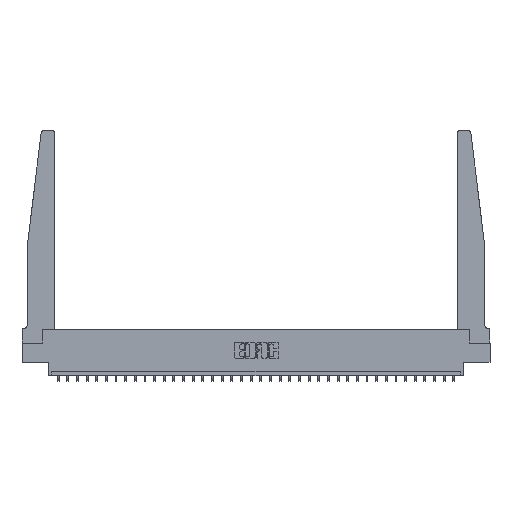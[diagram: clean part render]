
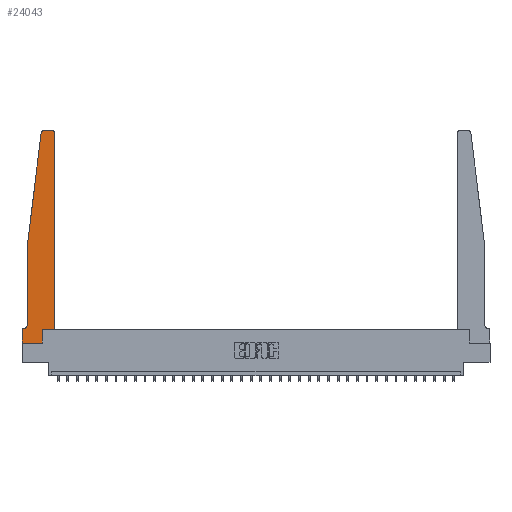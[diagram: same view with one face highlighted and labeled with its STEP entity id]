
A CAD part, top view. The second image highlights one B-rep face of the part: STEP entity #24043.
In plain terms, the highlighted planar face has unit normal (0, 0, 1).
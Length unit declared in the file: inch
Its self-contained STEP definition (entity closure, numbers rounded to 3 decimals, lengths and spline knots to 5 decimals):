
#390 = VECTOR ( 'NONE', #23746, 39.37008 ) ;
#610 = VERTEX_POINT ( 'NONE', #25768 ) ;
#922 = CARTESIAN_POINT ( 'NONE',  ( 0.2605, 0., 0.37 ) ) ;
#1296 = CARTESIAN_POINT ( 'NONE',  ( 0.015, 0.1875, 0.37 ) ) ;
#1721 = AXIS2_PLACEMENT_3D ( 'NONE', #20719, #6437, #23120 ) ;
#2109 = DIRECTION ( 'NONE',  ( 0., 1., 0. ) ) ;
#2242 = DIRECTION ( 'NONE',  ( 1., 0., 0. ) ) ;
#2787 = EDGE_CURVE ( 'NONE', #14169, #20629, #11748, .T. ) ;
#3589 = VECTOR ( 'NONE', #9155, 39.37008 ) ;
#3693 = EDGE_CURVE ( 'NONE', #26015, #28462, #13160, .T. ) ;
#3750 = VECTOR ( 'NONE', #11210, 39.37008 ) ;
#3812 = CARTESIAN_POINT ( 'NONE',  ( 0.425, 2.72, 0.37 ) ) ;
#3854 = AXIS2_PLACEMENT_3D ( 'NONE', #21281, #6991, #23666 ) ;
#4043 = CARTESIAN_POINT ( 'NONE',  ( 0., 0., 0.37 ) ) ;
#4253 = ORIENTED_EDGE ( 'NONE', *, *, #20844, .T. ) ;
#4325 = CARTESIAN_POINT ( 'NONE',  ( 0., 0., 0.37 ) ) ;
#4735 = EDGE_CURVE ( 'NONE', #23030, #29476, #10169, .T. ) ;
#4868 = CIRCLE ( 'NONE', #1721, 0.05 ) ;
#5113 = DIRECTION ( 'NONE',  ( 0., 0., 1. ) ) ;
#5325 = EDGE_CURVE ( 'NONE', #20176, #26015, #4868, .T. ) ;
#6212 = DIRECTION ( 'NONE',  ( 0., -1., 0. ) ) ;
#6437 = DIRECTION ( 'NONE',  ( 0., 0., -1. ) ) ;
#6918 = CARTESIAN_POINT ( 'NONE',  ( 0.395, 2.72, 0.37 ) ) ;
#6991 = DIRECTION ( 'NONE',  ( 0., 0., 1. ) ) ;
#7959 = CARTESIAN_POINT ( 'NONE',  ( 0.425, 0.18, 0.37 ) ) ;
#8221 = ORIENTED_EDGE ( 'NONE', *, *, #3693, .T. ) ;
#8688 = VERTEX_POINT ( 'NONE', #9368 ) ;
#9155 = DIRECTION ( 'NONE',  ( 0., -1., 0. ) ) ;
#9334 = DIRECTION ( 'NONE',  ( 1., 0., 0. ) ) ;
#9368 = CARTESIAN_POINT ( 'NONE',  ( 0.395, 2.75, 0.37 ) ) ;
#9403 = AXIS2_PLACEMENT_3D ( 'NONE', #6918, #23601, #9334 ) ;
#9758 = LINE ( 'NONE', #7959, #27341 ) ;
#10012 = LINE ( 'NONE', #4325, #3589 ) ;
#10169 = LINE ( 'NONE', #4043, #3750 ) ;
#10440 = ORIENTED_EDGE ( 'NONE', *, *, #14412, .T. ) ;
#11210 = DIRECTION ( 'NONE',  ( 1., 0., 0. ) ) ;
#11748 = CIRCLE ( 'NONE', #3854, 0.03 ) ;
#11860 = VERTEX_POINT ( 'NONE', #3812 ) ;
#12073 = EDGE_CURVE ( 'NONE', #8688, #14169, #24102, .T. ) ;
#13091 = DIRECTION ( 'NONE',  ( -0.122, -0.992, 0. ) ) ;
#13160 = LINE ( 'NONE', #23641, #390 ) ;
#13393 = AXIS2_PLACEMENT_3D ( 'NONE', #19366, #5113, #21793 ) ;
#13876 = VECTOR ( 'NONE', #13091, 39.37008 ) ;
#13917 = ORIENTED_EDGE ( 'NONE', *, *, #12073, .T. ) ;
#14076 = CARTESIAN_POINT ( 'NONE',  ( 0.2605, 0.18, 0.37 ) ) ;
#14169 = VERTEX_POINT ( 'NONE', #27437 ) ;
#14191 = DIRECTION ( 'NONE',  ( -1., 0., 0. ) ) ;
#14412 = EDGE_CURVE ( 'NONE', #11860, #8688, #15805, .T. ) ;
#14515 = PLANE ( 'NONE',  #13393 ) ;
#14772 = FACE_OUTER_BOUND ( 'NONE', #25361, .T. ) ;
#15039 = LINE ( 'NONE', #16665, #19862 ) ;
#15219 = ORIENTED_EDGE ( 'NONE', *, *, #18808, .T. ) ;
#15805 = CIRCLE ( 'NONE', #9403, 0.03 ) ;
#16665 = CARTESIAN_POINT ( 'NONE',  ( 0.425, 0.18, 0.37 ) ) ;
#16927 = ORIENTED_EDGE ( 'NONE', *, *, #2787, .T. ) ;
#16991 = VECTOR ( 'NONE', #14191, 39.37008 ) ;
#17472 = CARTESIAN_POINT ( 'NONE',  ( 0.2605, 0.18, 0.37 ) ) ;
#17717 = CARTESIAN_POINT ( 'NONE',  ( 0.065, 1.25, 0.37 ) ) ;
#17781 = CARTESIAN_POINT ( 'NONE',  ( 0.24675, 2.72367, 0.37 ) ) ;
#18065 = CARTESIAN_POINT ( 'NONE',  ( 0.065, 1.25, 0.37 ) ) ;
#18808 = EDGE_CURVE ( 'NONE', #610, #11860, #9758, .T. ) ;
#18888 = EDGE_CURVE ( 'NONE', #20629, #22058, #20174, .T. ) ;
#19366 = CARTESIAN_POINT ( 'NONE',  ( 0., 0.1875, 0.37 ) ) ;
#19393 = VERTEX_POINT ( 'NONE', #17472 ) ;
#19862 = VECTOR ( 'NONE', #2242, 39.37008 ) ;
#19921 = DIRECTION ( 'NONE',  ( 0., 1., 0. ) ) ;
#19996 = EDGE_CURVE ( 'NONE', #22058, #20176, #21248, .T. ) ;
#20174 = LINE ( 'NONE', #17717, #13876 ) ;
#20176 = VERTEX_POINT ( 'NONE', #21229 ) ;
#20469 = ORIENTED_EDGE ( 'NONE', *, *, #25731, .T. ) ;
#20629 = VERTEX_POINT ( 'NONE', #17781 ) ;
#20719 = CARTESIAN_POINT ( 'NONE',  ( 0.015, 0.2375, 0.37 ) ) ;
#20844 = EDGE_CURVE ( 'NONE', #28462, #23030, #10012, .T. ) ;
#20854 = VECTOR ( 'NONE', #2109, 39.37008 ) ;
#21229 = CARTESIAN_POINT ( 'NONE',  ( 0.065, 0.2375, 0.37 ) ) ;
#21248 = LINE ( 'NONE', #18065, #26875 ) ;
#21281 = CARTESIAN_POINT ( 'NONE',  ( 0.27653, 2.72, 0.37 ) ) ;
#21793 = DIRECTION ( 'NONE',  ( 1., 0., 0. ) ) ;
#22058 = VERTEX_POINT ( 'NONE', #23780 ) ;
#22254 = ORIENTED_EDGE ( 'NONE', *, *, #19996, .T. ) ;
#22364 = CARTESIAN_POINT ( 'NONE',  ( 0., 0., 0.37 ) ) ;
#23030 = VERTEX_POINT ( 'NONE', #22364 ) ;
#23120 = DIRECTION ( 'NONE',  ( -1., 0., 0. ) ) ;
#23601 = DIRECTION ( 'NONE',  ( 0., 0., 1. ) ) ;
#23641 = CARTESIAN_POINT ( 'NONE',  ( 0.065, 0.1875, 0.37 ) ) ;
#23666 = DIRECTION ( 'NONE',  ( 1., 0., 0. ) ) ;
#23746 = DIRECTION ( 'NONE',  ( -1., 0., 0. ) ) ;
#23780 = CARTESIAN_POINT ( 'NONE',  ( 0.065, 1.25, 0.37 ) ) ;
#23938 = ORIENTED_EDGE ( 'NONE', *, *, #28761, .T. ) ;
#24043 = ADVANCED_FACE ( 'NONE', ( #14772 ), #14515, .T. ) ;
#24102 = LINE ( 'NONE', #30950, #16991 ) ;
#25092 = ORIENTED_EDGE ( 'NONE', *, *, #4735, .T. ) ;
#25361 = EDGE_LOOP ( 'NONE', ( #13917, #16927, #29483, #22254, #27608, #8221, #4253, #25092, #23938, #20469, #15219, #10440 ) ) ;
#25731 = EDGE_CURVE ( 'NONE', #19393, #610, #15039, .T. ) ;
#25768 = CARTESIAN_POINT ( 'NONE',  ( 0.425, 0.18, 0.37 ) ) ;
#26015 = VERTEX_POINT ( 'NONE', #1296 ) ;
#26875 = VECTOR ( 'NONE', #6212, 39.37008 ) ;
#27252 = LINE ( 'NONE', #14076, #20854 ) ;
#27341 = VECTOR ( 'NONE', #19921, 39.37008 ) ;
#27437 = CARTESIAN_POINT ( 'NONE',  ( 0.27653, 2.75, 0.37 ) ) ;
#27608 = ORIENTED_EDGE ( 'NONE', *, *, #5325, .T. ) ;
#28462 = VERTEX_POINT ( 'NONE', #29688 ) ;
#28761 = EDGE_CURVE ( 'NONE', #29476, #19393, #27252, .T. ) ;
#29476 = VERTEX_POINT ( 'NONE', #922 ) ;
#29483 = ORIENTED_EDGE ( 'NONE', *, *, #18888, .T. ) ;
#29688 = CARTESIAN_POINT ( 'NONE',  ( 0., 0.1875, 0.37 ) ) ;
#30950 = CARTESIAN_POINT ( 'NONE',  ( 0.25, 2.75, 0.37 ) ) ;
